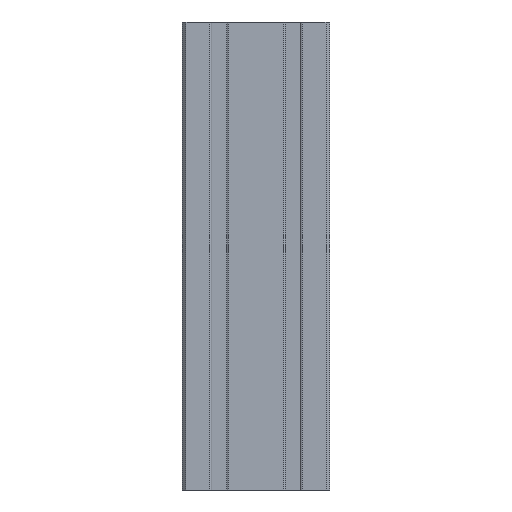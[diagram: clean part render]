
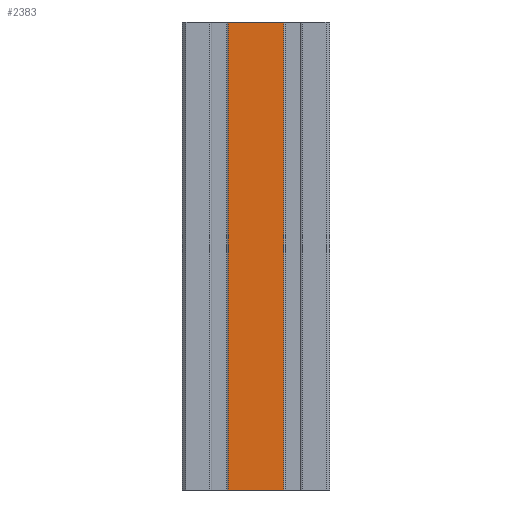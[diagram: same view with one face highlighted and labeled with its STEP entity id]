
A CAD part, front view. The second image highlights one B-rep face of the part: STEP entity #2383.
In plain terms, the highlighted planar face has unit normal (0, -1, 0).
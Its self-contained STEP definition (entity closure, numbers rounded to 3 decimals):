
#36 = ORIENTED_EDGE ( 'NONE', *, *, #2562, .F. ) ;
#106 = AXIS2_PLACEMENT_3D ( 'NONE', #2963, #2109, #5572 ) ;
#347 = CARTESIAN_POINT ( 'NONE',  ( 0., -20., 127. ) ) ;
#390 = VERTEX_POINT ( 'NONE', #3656 ) ;
#443 = LINE ( 'NONE', #2192, #5116 ) ;
#472 = VECTOR ( 'NONE', #614, 1000. ) ;
#609 = LINE ( 'NONE', #3692, #3038 ) ;
#614 = DIRECTION ( 'NONE',  ( -1., 0., 0. ) ) ;
#723 = EDGE_LOOP ( 'NONE', ( #3239, #36, #4483, #4765 ) ) ;
#1144 = CARTESIAN_POINT ( 'NONE',  ( -14.94, -20., -127. ) ) ;
#1218 = FACE_OUTER_BOUND ( 'NONE', #723, .T. ) ;
#1247 = PLANE ( 'NONE',  #106 ) ;
#1547 = EDGE_CURVE ( 'NONE', #4379, #4547, #4306, .T. ) ;
#1732 = EDGE_CURVE ( 'NONE', #4163, #390, #3831, .T. ) ;
#2109 = DIRECTION ( 'NONE',  ( 0., -1., 0. ) ) ;
#2192 = CARTESIAN_POINT ( 'NONE',  ( -14.94, -20., 127. ) ) ;
#2383 = ADVANCED_FACE ( 'NONE', ( #1218 ), #1247, .T. ) ;
#2400 = EDGE_CURVE ( 'NONE', #390, #4547, #443, .T. ) ;
#2562 = EDGE_CURVE ( 'NONE', #4163, #4379, #609, .T. ) ;
#2963 = CARTESIAN_POINT ( 'NONE',  ( 0., -20., 127. ) ) ;
#3031 = VECTOR ( 'NONE', #3846, 1000. ) ;
#3038 = VECTOR ( 'NONE', #3608, 1000. ) ;
#3239 = ORIENTED_EDGE ( 'NONE', *, *, #1547, .F. ) ;
#3608 = DIRECTION ( 'NONE',  ( 0., 0., -1. ) ) ;
#3656 = CARTESIAN_POINT ( 'NONE',  ( -14.94, -20., 127. ) ) ;
#3692 = CARTESIAN_POINT ( 'NONE',  ( 14.94, -20., 127. ) ) ;
#3742 = CARTESIAN_POINT ( 'NONE',  ( 14.94, -20., -127. ) ) ;
#3831 = LINE ( 'NONE', #347, #472 ) ;
#3846 = DIRECTION ( 'NONE',  ( -1., 0., 0. ) ) ;
#3929 = DIRECTION ( 'NONE',  ( 0., 0., -1. ) ) ;
#4163 = VERTEX_POINT ( 'NONE', #4324 ) ;
#4306 = LINE ( 'NONE', #5120, #3031 ) ;
#4324 = CARTESIAN_POINT ( 'NONE',  ( 14.94, -20., 127. ) ) ;
#4379 = VERTEX_POINT ( 'NONE', #3742 ) ;
#4483 = ORIENTED_EDGE ( 'NONE', *, *, #1732, .T. ) ;
#4547 = VERTEX_POINT ( 'NONE', #1144 ) ;
#4765 = ORIENTED_EDGE ( 'NONE', *, *, #2400, .T. ) ;
#5116 = VECTOR ( 'NONE', #3929, 1000. ) ;
#5120 = CARTESIAN_POINT ( 'NONE',  ( 0., -20., -127. ) ) ;
#5572 = DIRECTION ( 'NONE',  ( 1., 0., 0. ) ) ;
